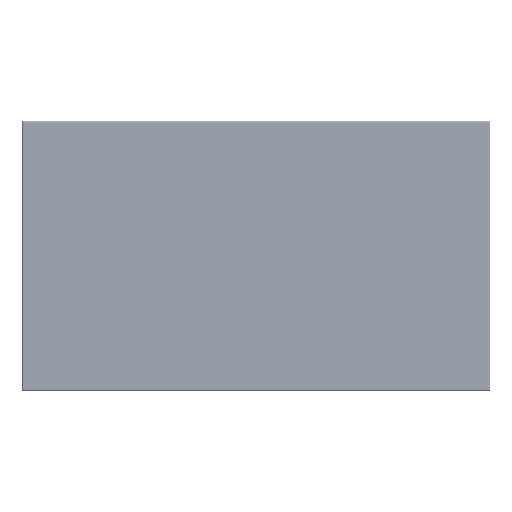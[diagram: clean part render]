
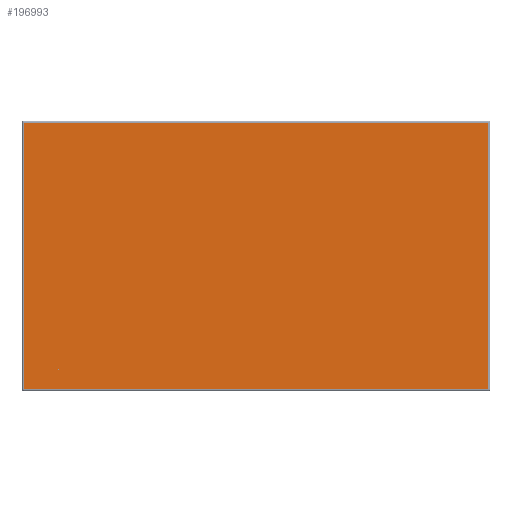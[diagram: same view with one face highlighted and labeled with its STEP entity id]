
A CAD part, left-side view. The second image highlights one B-rep face of the part: STEP entity #196993.
In plain terms, the highlighted planar face has unit normal (-1, 0, 0).
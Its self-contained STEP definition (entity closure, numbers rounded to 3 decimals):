
#8002 = EDGE_LOOP ( 'NONE', ( #79769, #135038, #75095, #156946 ) ) ;
#39958 = DIRECTION ( 'NONE',  ( 0., 0., -1. ) ) ;
#75095 = ORIENTED_EDGE ( 'NONE', *, *, #320585, .T. ) ;
#79769 = ORIENTED_EDGE ( 'NONE', *, *, #139856, .T. ) ;
#99361 = VECTOR ( 'NONE', #484778, 1000. ) ;
#100822 = CARTESIAN_POINT ( 'NONE',  ( -525., -395., 230. ) ) ;
#112236 = DIRECTION ( 'NONE',  ( 0., 0., -1. ) ) ;
#121319 = PLANE ( 'NONE',  #166340 ) ;
#123622 = VERTEX_POINT ( 'NONE', #193422 ) ;
#129039 = DIRECTION ( 'NONE',  ( 0., -1., 0. ) ) ;
#135038 = ORIENTED_EDGE ( 'NONE', *, *, #226870, .T. ) ;
#139856 = EDGE_CURVE ( 'NONE', #123622, #252437, #187993, .T. ) ;
#156946 = ORIENTED_EDGE ( 'NONE', *, *, #388165, .T. ) ;
#166340 = AXIS2_PLACEMENT_3D ( 'NONE', #250876, #410489, #39958 ) ;
#187263 = LINE ( 'NONE', #100822, #391195 ) ;
#187407 = VERTEX_POINT ( 'NONE', #198022 ) ;
#187993 = LINE ( 'NONE', #315041, #422400 ) ;
#192561 = DIRECTION ( 'NONE',  ( 0., 0., 1. ) ) ;
#193422 = CARTESIAN_POINT ( 'NONE',  ( -525., 395., 227. ) ) ;
#196993 = ADVANCED_FACE ( 'NONE', ( #496803 ), #121319, .F. ) ;
#198022 = CARTESIAN_POINT ( 'NONE',  ( -525., -395., -227. ) ) ;
#226870 = EDGE_CURVE ( 'NONE', #252437, #187407, #339670, .T. ) ;
#250876 = CARTESIAN_POINT ( 'NONE',  ( -525., 398., 230. ) ) ;
#252437 = VERTEX_POINT ( 'NONE', #357430 ) ;
#315041 = CARTESIAN_POINT ( 'NONE',  ( -525., 395., 230. ) ) ;
#320585 = EDGE_CURVE ( 'NONE', #187407, #336008, #187263, .T. ) ;
#336008 = VERTEX_POINT ( 'NONE', #412673 ) ;
#339670 = LINE ( 'NONE', #418293, #384773 ) ;
#357430 = CARTESIAN_POINT ( 'NONE',  ( -525., 395., -227. ) ) ;
#360415 = LINE ( 'NONE', #525435, #99361 ) ;
#384773 = VECTOR ( 'NONE', #129039, 1000. ) ;
#388165 = EDGE_CURVE ( 'NONE', #336008, #123622, #360415, .T. ) ;
#391195 = VECTOR ( 'NONE', #192561, 1000. ) ;
#410489 = DIRECTION ( 'NONE',  ( 1., 0., 0. ) ) ;
#412673 = CARTESIAN_POINT ( 'NONE',  ( -525., -395., 227. ) ) ;
#418293 = CARTESIAN_POINT ( 'NONE',  ( -525., 398., -227. ) ) ;
#422400 = VECTOR ( 'NONE', #112236, 1000. ) ;
#484778 = DIRECTION ( 'NONE',  ( 0., 1., 0. ) ) ;
#496803 = FACE_OUTER_BOUND ( 'NONE', #8002, .T. ) ;
#525435 = CARTESIAN_POINT ( 'NONE',  ( -525., 395., 227. ) ) ;
